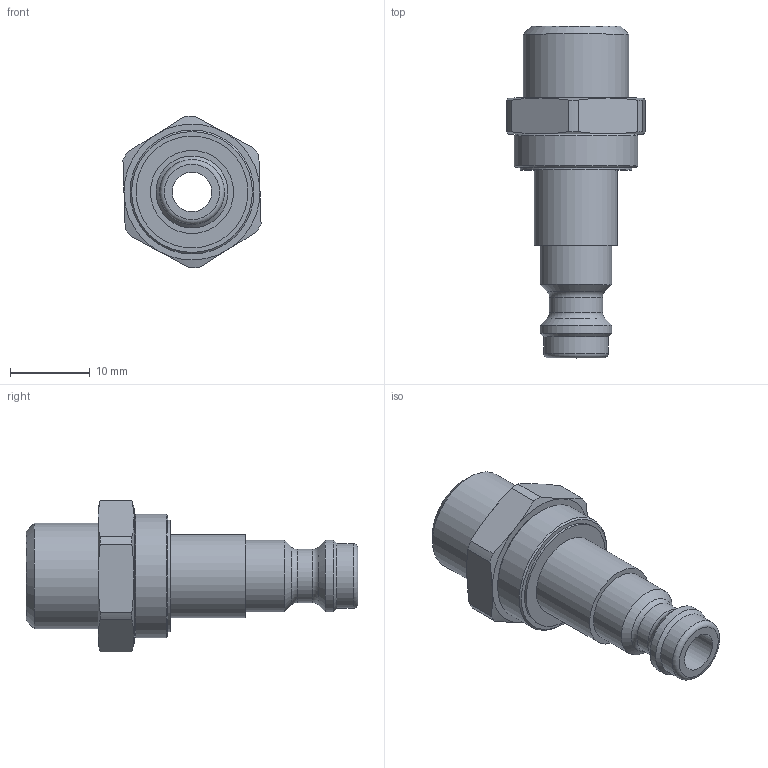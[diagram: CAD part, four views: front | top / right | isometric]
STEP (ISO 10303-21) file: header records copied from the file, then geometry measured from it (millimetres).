
FILE_DESCRIPTION(/* description */ (''),/* implementation_level */ '2;1');
FILE_NAME(/* name */ '21sfaw13mxn0.stp',/* time_stamp */ '2017-04-18T14:25:06+02:00',/* author */ ('528268'),/* organization */ (''),/* preprocessor_version */ 'ST-DEVELOPER v16.1',/* originating_system */ 'Autodesk Inventor 2016',/* authorisation */ '');
FILE_SCHEMA (('AUTOMOTIVE_DESIGN { 1 0 10303 214 3 1 1 }'));
Length unit declared in the file: millimetre
Products named in the file (1): 21SFAW13MXN0
Bounding box: 17.27 x 41.5 x 19 mm (x, y, z)
Volume: 3775.8 mm3; surface area: 2759.8 mm2
Topology: 1 solids, 2 shells, 54 faces, 114 edges, 68 vertices
Faces by surface type: cone 20, cylinder 17, plane 14, torus 3
Full cylindrical faces by diameter (mm): 4.95 x1, 6.65 x1, 8.1 x1, 9 x2, 10.4 x1, 13.157 x1, 14 x2, 14.05 x1, 15.5 x1
Entity records: 1321 total; most frequent: CARTESIAN_POINT 257, DIRECTION 228, ORIENTED_EDGE 178, AXIS2_PLACEMENT_3D 108, EDGE_CURVE 89, EDGE_LOOP 84, VERTEX_POINT 65, FACE_OUTER_BOUND 54
